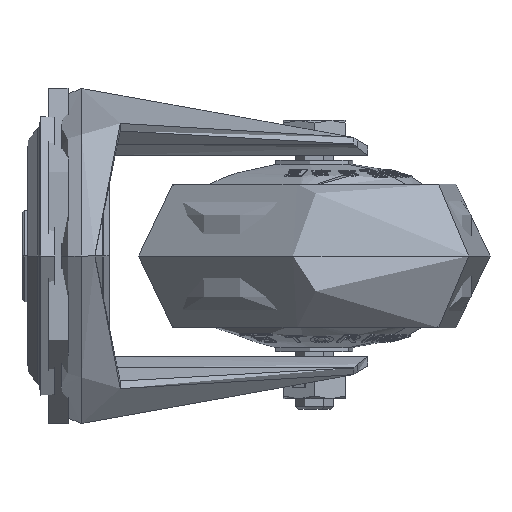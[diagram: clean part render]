
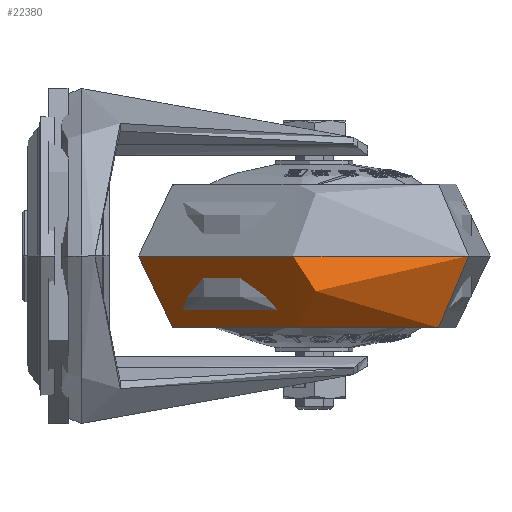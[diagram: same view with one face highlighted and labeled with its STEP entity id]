
A CAD part, left-side view. The second image highlights one B-rep face of the part: STEP entity #22380.
In plain terms, the highlighted free-form (B-spline) face has degree [3, 3] with [4, 4] control points.
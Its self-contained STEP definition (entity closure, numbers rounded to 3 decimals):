
#1129 = VERTEX_POINT ( 'NONE', #6855 ) ;
#4018 = CARTESIAN_POINT ( 'NONE',  ( 57.147, -35.049, -15. ) ) ;
#4211 = ORIENTED_EDGE ( 'NONE', *, *, #32655, .T. ) ;
#5361 = CARTESIAN_POINT ( 'NONE',  ( 14.252, -93.188, 0. ) ) ;
#6819 = DIRECTION ( 'NONE',  ( 0., 0., 1. ) ) ;
#6855 = CARTESIAN_POINT ( 'NONE',  ( 14.252, -93.188, 0. ) ) ;
#7838 = CARTESIAN_POINT ( 'NONE',  ( 14.252, -93.188, -8.787 ) ) ;
#8481 = CARTESIAN_POINT ( 'NONE',  ( 0.633, 12.288, -15. ) ) ;
#8699 = CARTESIAN_POINT ( 'NONE',  ( 5.244, 3.244, -15. ) ) ;
#9135 = CARTESIAN_POINT ( 'NONE',  ( 61.748, -28.812, -8.787 ) ) ;
#9153 =( BOUNDED_CURVE ( )  B_SPLINE_CURVE ( 3, ( #25274, #35072, #18197, #38805 ),
 .UNSPECIFIED., .F., .F. ) 
 B_SPLINE_CURVE_WITH_KNOTS ( ( 4, 4 ),
 ( 1.571, 3.142 ),
 .UNSPECIFIED. ) 
 CURVE ( )  GEOMETRIC_REPRESENTATION_ITEM ( )  RATIONAL_B_SPLINE_CURVE ( ( 1., 0.805, 0.805, 1. ) ) 
 REPRESENTATION_ITEM ( '' )  );
#10167 = CARTESIAN_POINT ( 'NONE',  ( 61.748, -28.812, 0. ) ) ;
#10180 = CARTESIAN_POINT ( 'NONE',  ( 18.853, -86.951, -15. ) ) ;
#14246 = CARTESIAN_POINT ( 'NONE',  ( 14.252, -93.188, 0. ) ) ;
#14760 = CARTESIAN_POINT ( 'NONE',  ( 18.853, -86.951, -15. ) ) ;
#15402 = ORIENTED_EDGE ( 'NONE', *, *, #19797, .F. ) ;
#16805 = CARTESIAN_POINT ( 'NONE',  ( 38., -61., 0. ) ) ;
#16882 = VERTEX_POINT ( 'NONE', #4018 ) ;
#17023 = AXIS2_PLACEMENT_3D ( 'NONE', #20796, #6819, #23907 ) ;
#17157 = CIRCLE ( 'NONE', #41945, 40. ) ;
#17532 = EDGE_CURVE ( 'NONE', #29985, #16882, #9153, .T. ) ;
#18197 = CARTESIAN_POINT ( 'NONE',  ( 59.842, -31.396, -15. ) ) ;
#19797 = EDGE_CURVE ( 'NONE', #29985, #1129, #17157, .T. ) ;
#20796 = CARTESIAN_POINT ( 'NONE',  ( 38., -61., -15. ) ) ;
#21385 = CARTESIAN_POINT ( 'NONE',  ( -50.123, -45.692, -8.787 ) ) ;
#22037 = CARTESIAN_POINT ( 'NONE',  ( 57.147, -35.049, -15. ) ) ;
#22380 = ADVANCED_FACE ( 'NONE', ( #31115 ), #25085, .F. ) ;
#23227 = EDGE_CURVE ( 'NONE', #26468, #1129, #43228, .T. ) ;
#23907 = DIRECTION ( 'NONE',  ( -0.594, -0.805, 0. ) ) ;
#24692 = CARTESIAN_POINT ( 'NONE',  ( 61.748, -28.812, 0. ) ) ;
#25085 =( BOUNDED_SURFACE ( )  B_SPLINE_SURFACE ( 3, 3, ( 
 ( #14246, #31333, #41552, #24692 ),
 ( #7838, #21385, #34908, #9135 ),
 ( #26217, #29075, #8481, #42196 ),
 ( #32657, #32878, #8699, #22037 ) ),
 .UNSPECIFIED., .F., .F., .F. ) 
 B_SPLINE_SURFACE_WITH_KNOTS ( ( 4, 4 ),
 ( 4, 4 ),
 ( 0., 1. ),
 ( 0., 1. ),
 .UNSPECIFIED. ) 
 GEOMETRIC_REPRESENTATION_ITEM ( )  RATIONAL_B_SPLINE_SURFACE ( (
 ( 1., 0.333, 0.333, 1.),
 ( 0.805, 0.268, 0.268, 0.805),
 ( 0.805, 0.268, 0.268, 0.805),
 ( 1., 0.333, 0.333, 1.) ) ) 
 REPRESENTATION_ITEM ( '' )  SURFACE ( )  );
#25274 = CARTESIAN_POINT ( 'NONE',  ( 61.748, -28.812, 0. ) ) ;
#26217 = CARTESIAN_POINT ( 'NONE',  ( 16.158, -90.604, -15. ) ) ;
#26468 = VERTEX_POINT ( 'NONE', #10180 ) ;
#28274 = CARTESIAN_POINT ( 'NONE',  ( 14.252, -93.188, -8.787 ) ) ;
#29025 = CIRCLE ( 'NONE', #17023, 32.25 ) ;
#29075 = CARTESIAN_POINT ( 'NONE',  ( -43.051, -46.921, -15. ) ) ;
#29985 = VERTEX_POINT ( 'NONE', #10167 ) ;
#30532 = DIRECTION ( 'NONE',  ( 0.594, 0.805, 0. ) ) ;
#30574 = ORIENTED_EDGE ( 'NONE', *, *, #17532, .T. ) ;
#31115 = FACE_OUTER_BOUND ( 'NONE', #32718, .T. ) ;
#31333 = CARTESIAN_POINT ( 'NONE',  ( -50.123, -45.692, 0. ) ) ;
#32655 = EDGE_CURVE ( 'NONE', #16882, #26468, #29025, .T. ) ;
#32657 = CARTESIAN_POINT ( 'NONE',  ( 18.853, -86.951, -15. ) ) ;
#32718 = EDGE_LOOP ( 'NONE', ( #4211, #34539, #15402, #30574 ) ) ;
#32878 = CARTESIAN_POINT ( 'NONE',  ( -33.049, -48.658, -15. ) ) ;
#34539 = ORIENTED_EDGE ( 'NONE', *, *, #23227, .T. ) ;
#34908 = CARTESIAN_POINT ( 'NONE',  ( -2.628, 18.683, -8.787 ) ) ;
#35072 = CARTESIAN_POINT ( 'NONE',  ( 61.748, -28.812, -8.787 ) ) ;
#35788 = CARTESIAN_POINT ( 'NONE',  ( 16.158, -90.604, -15. ) ) ;
#37203 = DIRECTION ( 'NONE',  ( 0., 0., 1. ) ) ;
#38805 = CARTESIAN_POINT ( 'NONE',  ( 57.147, -35.049, -15. ) ) ;
#41552 = CARTESIAN_POINT ( 'NONE',  ( -2.628, 18.683, 0. ) ) ;
#41945 = AXIS2_PLACEMENT_3D ( 'NONE', #16805, #37203, #30532 ) ;
#42196 = CARTESIAN_POINT ( 'NONE',  ( 59.842, -31.396, -15. ) ) ;
#43228 =( BOUNDED_CURVE ( )  B_SPLINE_CURVE ( 3, ( #14760, #35788, #28274, #5361 ),
 .UNSPECIFIED., .F., .F. ) 
 B_SPLINE_CURVE_WITH_KNOTS ( ( 4, 4 ),
 ( 3.142, 4.712 ),
 .UNSPECIFIED. ) 
 CURVE ( )  GEOMETRIC_REPRESENTATION_ITEM ( )  RATIONAL_B_SPLINE_CURVE ( ( 1., 0.805, 0.805, 1. ) ) 
 REPRESENTATION_ITEM ( '' )  );
